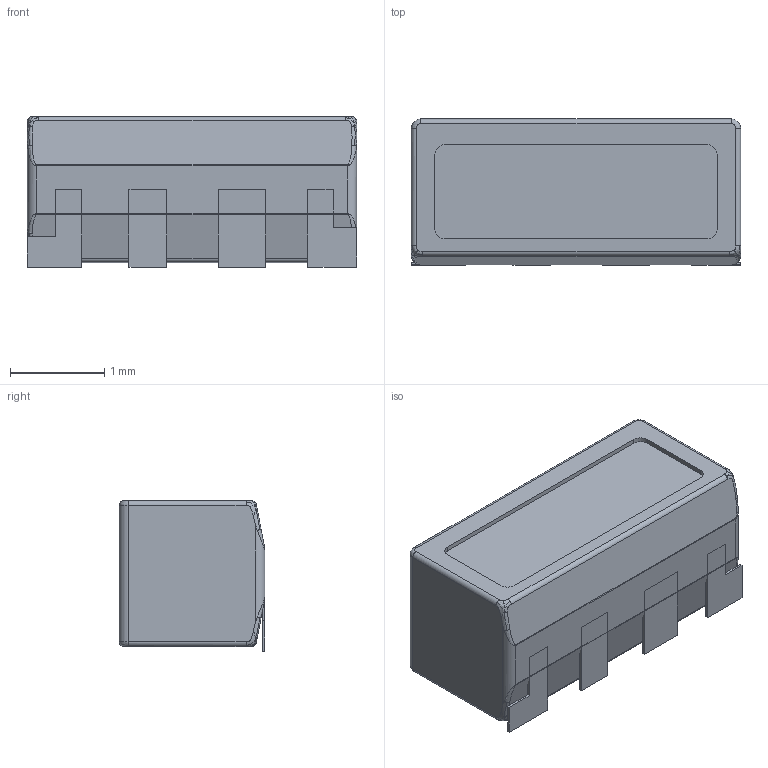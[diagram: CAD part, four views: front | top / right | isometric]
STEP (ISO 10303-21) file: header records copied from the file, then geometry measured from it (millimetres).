
FILE_DESCRIPTION(/* description */ (''),/* implementation_level */ '2;1');
FILE_NAME(/* name */ 'SK6805-SIDE-G v1.step',/* time_stamp */ '2022-03-23T16:32:24+01:00',/* author */ (''),/* organization */ (''),/* preprocessor_version */ 'ST-DEVELOPER v18.1',/* originating_system */ 'Autodesk Translation Framework v10.13.0.1454',/* authorisation */ '');
FILE_SCHEMA (('AUTOMOTIVE_DESIGN { 1 0 10303 214 3 1 1 }'));
Length unit declared in the file: millimetre
Products named in the file (1): SK6805-SIDE-G
Bounding box: 3.5 x 1.55 x 1.6 mm (x, y, z)
Volume: 8 mm3; surface area: 57.4 mm2
Topology: 7 solids, 7 shells, 118 faces, 280 edges, 172 vertices
Faces by surface type: plane 52, bspline 36, cylinder 30
Entity records: 5989 total; most frequent: CARTESIAN_POINT 3377, ORIENTED_EDGE 552, DIRECTION 474, EDGE_CURVE 276, VERTEX_POINT 172, AXIS2_PLACEMENT_3D 167, LINE 140, VECTOR 140
